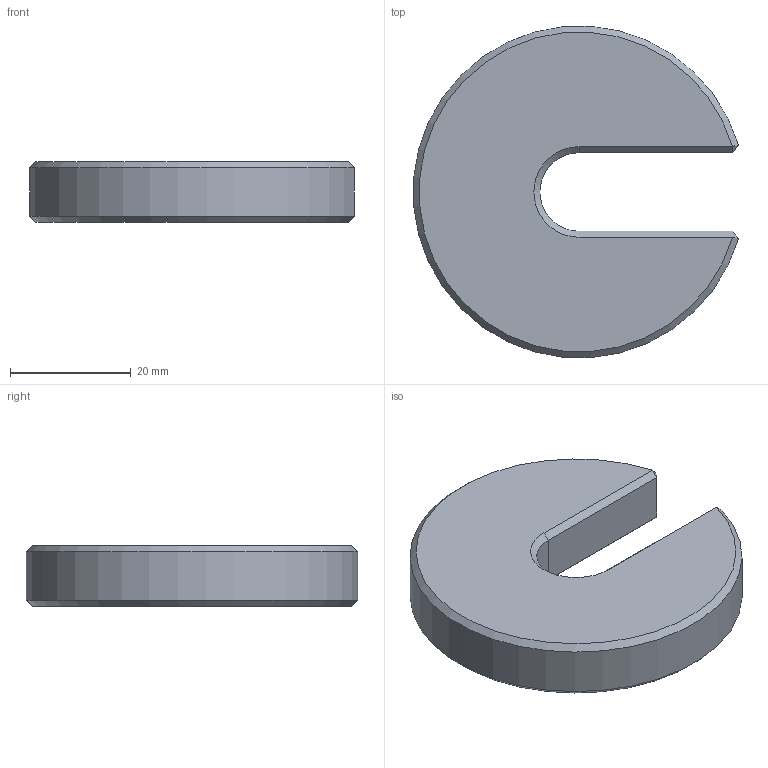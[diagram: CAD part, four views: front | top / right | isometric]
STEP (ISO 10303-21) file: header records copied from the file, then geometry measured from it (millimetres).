
FILE_DESCRIPTION( ( 'Unknown' ), '1' );
FILE_NAME( 'PT23-1255.stp', 'Unknown', ( 'Unknown' ), ( 'Unknown' ), 'XStep 1.0', 'Unknown', ' ' );
FILE_SCHEMA( ( 'CONFIG_CONTROL_DESIGN' ) );
Length unit declared in the file: millimetre
Products named in the file (1): 1
Bounding box: 53.77 x 54.85 x 10 mm (x, y, z)
Volume: 19307.6 mm3; surface area: 5948.8 mm2
Topology: 1 solids, 1 shells, 20 faces, 38 edges, 20 vertices
Faces by surface type: plane 14, cone 4, cylinder 2
Entity records: 526 total; most frequent: DIRECTION 88, CARTESIAN_POINT 79, ORIENTED_EDGE 76, EDGE_CURVE 38, LINE 30, VECTOR 30, AXIS2_PLACEMENT_3D 29, ADVANCED_FACE 20
